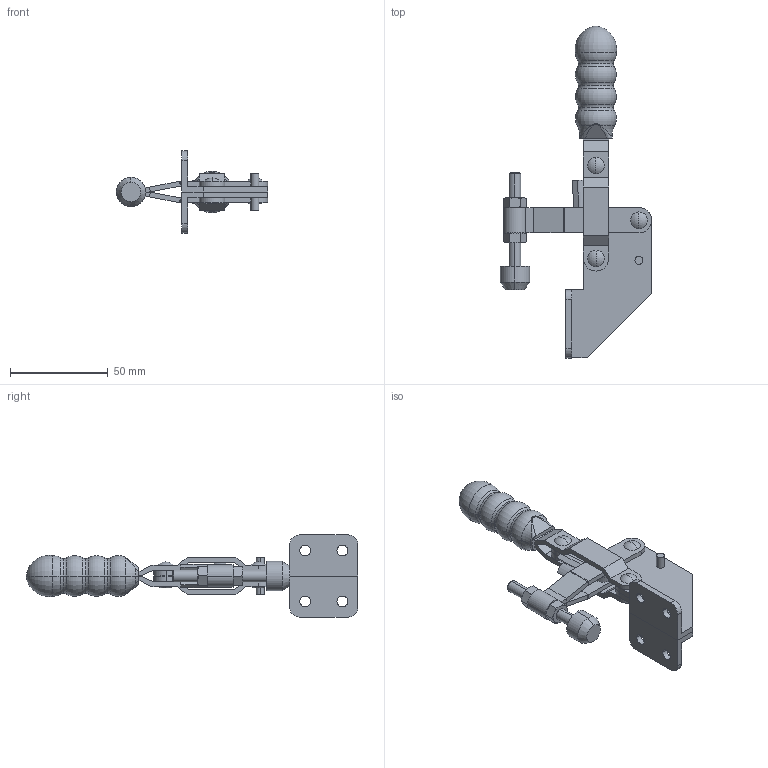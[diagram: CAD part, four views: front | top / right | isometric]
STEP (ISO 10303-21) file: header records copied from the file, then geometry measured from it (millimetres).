
FILE_DESCRIPTION (( 'STEP AP214' ), '1' );
FILE_NAME ('GH-12003-C(Â²¤Æ)-1.STEP', '2020-03-30T05:46:44', ( 'LinWei' ), ( '' ), 'SwSTEP 2.0', 'SolidWorks 2016', '' );
FILE_SCHEMA (( 'AUTOMOTIVE_DESIGN' ));
Length unit declared in the file: millimetre
Products named in the file (6): Group4^GH-12003-C(簡化)-1; Group6^GH-12003-C(簡化)-1; GH-12003-C(簡化)-1; Group1^GH-12003-C(簡化)-1; Group2^GH-12003-C(簡化)-1; 零件16^GH-12003-C(簡化)-1
Assembly tree (5 placements, depth 2):
  GH-12003-C(簡化)-1
    Group6^GH-12003-C(簡化)-1
    Group4^GH-12003-C(簡化)-1
    零件16^GH-12003-C(簡化)-1
    Group2^GH-12003-C(簡化)-1
    Group1^GH-12003-C(簡化)-1
Bounding box: 77.5 x 170 x 42 mm (x, y, z)
Volume: 48810.2 mm3; surface area: 26212.5 mm2
Topology: 5 solids, 6 shells, 324 faces, 771 edges, 468 vertices
Faces by surface type: plane 136, cylinder 108, torus 36, cone 30, sphere 8, bspline 6
Entity records: 11217 total; most frequent: CARTESIAN_POINT 2287, DIRECTION 1639, ORIENTED_EDGE 1538, EDGE_CURVE 769, AXIS2_PLACEMENT_3D 644, VERTEX_POINT 468, EDGE_LOOP 365, VECTOR 351
